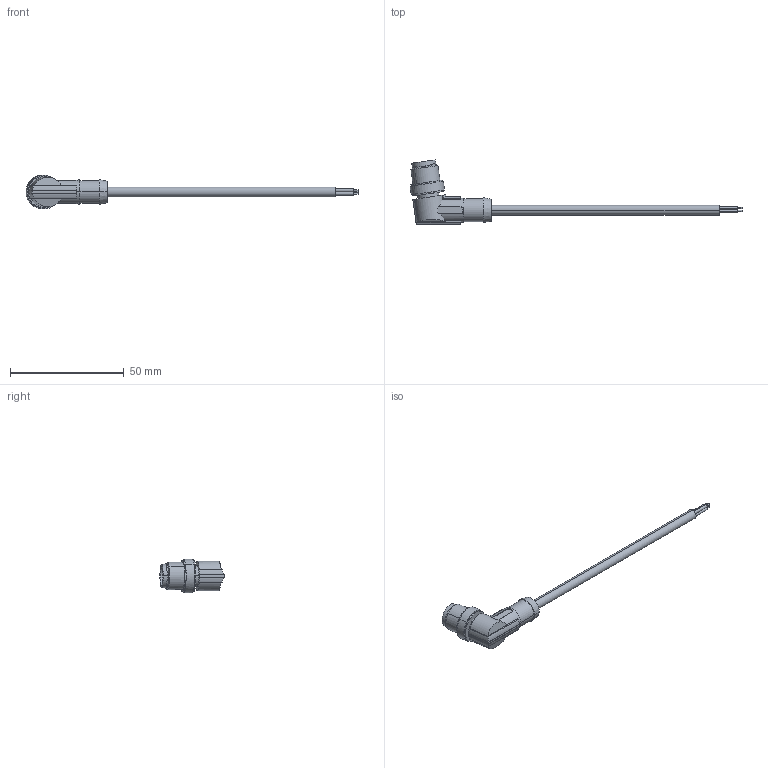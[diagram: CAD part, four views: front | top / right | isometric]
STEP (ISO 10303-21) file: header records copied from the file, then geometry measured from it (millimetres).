
FILE_DESCRIPTION(('SolidDesigner STEP Export'),'2;1');
FILE_NAME('1414447_SAC_3P_M12MR_1.5_PVC-select.stp','2015-02-06T10:47:12',(''),(''),'Creo Elements/Direct Modeling STEP processor for AP214 (Solid Model)','Creo Elements/Direct Modeling 18.1B 29-Sep-2012 (C) Parametric Technology GmbH','');
FILE_SCHEMA(('AUTOMOTIVE_DESIGN { 1 0 10303 214 1 1 1 1 }'));
Length unit declared in the file: millimetre
Products named in the file (2): 1414447_SAC_3P_M12MR_1.5_PVC-select
Assembly tree (1 placements, depth 2):
  1414447_SAC_3P_M12MR_1.5_PVC-select
    1414447_SAC_3P_M12MR_1.5_PVC-select
Bounding box: 145.69 x 28.16 x 14.79 mm (x, y, z)
Volume: 6182.5 mm3; surface area: 4064.4 mm2
Topology: 1 solids, 1 shells, 136 faces, 351 edges, 235 vertices
Faces by surface type: cylinder 60, plane 52, cone 24
Entity records: 6698 total; most frequent: CARTESIAN_POINT 2377, ORIENTED_EDGE 702, DIRECTION 588, EDGE_CURVE 351, VERTEX_POINT 235, AXIS2_PLACEMENT_3D 218, EDGE_LOOP 154, VECTOR 152
